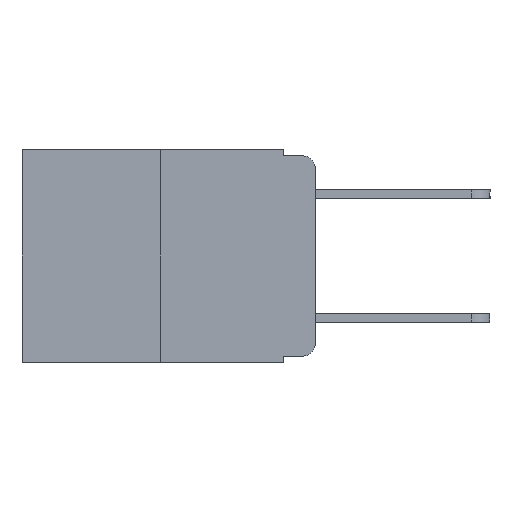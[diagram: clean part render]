
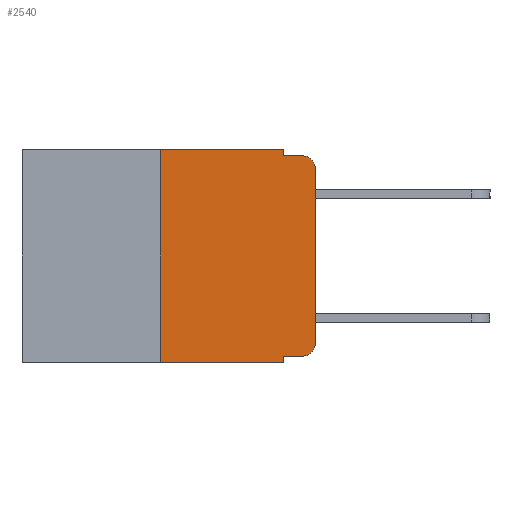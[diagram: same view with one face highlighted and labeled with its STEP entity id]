
A CAD part, left-side view. The second image highlights one B-rep face of the part: STEP entity #2540.
In plain terms, the highlighted planar face has unit normal (-1, 0, 0).
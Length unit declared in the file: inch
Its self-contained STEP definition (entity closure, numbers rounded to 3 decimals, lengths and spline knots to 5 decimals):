
#120 = DIRECTION ( 'NONE',  ( 0., 0., -1. ) ) ;
#457 = CARTESIAN_POINT ( 'NONE',  ( 0., 0., -0.03 ) ) ;
#752 = VERTEX_POINT ( 'NONE', #2787 ) ;
#903 = ORIENTED_EDGE ( 'NONE', *, *, #9258, .T. ) ;
#1087 = VECTOR ( 'NONE', #8345, 39.37008 ) ;
#1177 = AXIS2_PLACEMENT_3D ( 'NONE', #2760, #10484, #3931 ) ;
#1193 = DIRECTION ( 'NONE',  ( 0., 0., -1. ) ) ;
#1296 = ORIENTED_EDGE ( 'NONE', *, *, #9108, .T. ) ;
#1638 = ORIENTED_EDGE ( 'NONE', *, *, #8543, .T. ) ;
#1787 = VERTEX_POINT ( 'NONE', #11405 ) ;
#1833 = ORIENTED_EDGE ( 'NONE', *, *, #9317, .F. ) ;
#2002 = ORIENTED_EDGE ( 'NONE', *, *, #11184, .F. ) ;
#2181 = LINE ( 'NONE', #8573, #8295 ) ;
#2197 = ORIENTED_EDGE ( 'NONE', *, *, #9320, .F. ) ;
#2236 = ORIENTED_EDGE ( 'NONE', *, *, #9362, .F. ) ;
#2412 = ORIENTED_EDGE ( 'NONE', *, *, #9278, .F. ) ;
#2540 = ADVANCED_FACE ( 'NONE', ( #7338 ), #8252, .F. ) ;
#2570 = VECTOR ( 'NONE', #10528, 39.37008 ) ;
#2760 = CARTESIAN_POINT ( 'NONE',  ( 0., 0.02, -0.03 ) ) ;
#2787 = CARTESIAN_POINT ( 'NONE',  ( 0., 0.051, -0.333 ) ) ;
#3604 = VERTEX_POINT ( 'NONE', #5864 ) ;
#3615 = LINE ( 'NONE', #7312, #11589 ) ;
#3674 = LINE ( 'NONE', #6170, #6395 ) ;
#3679 = CARTESIAN_POINT ( 'NONE',  ( 0., 0., 0. ) ) ;
#3931 = DIRECTION ( 'NONE',  ( 0., 0., -1. ) ) ;
#4292 = DIRECTION ( 'NONE',  ( 0., -1., 0. ) ) ;
#4553 = CARTESIAN_POINT ( 'NONE',  ( 0., 0.02, -0.01 ) ) ;
#5014 = CARTESIAN_POINT ( 'NONE',  ( 0., 0.051, -0.333 ) ) ;
#5070 = DIRECTION ( 'NONE',  ( 0., -1., 0. ) ) ;
#5162 = CARTESIAN_POINT ( 'NONE',  ( 0., 0.051, 0. ) ) ;
#5238 = ORIENTED_EDGE ( 'NONE', *, *, #9141, .T. ) ;
#5538 = VERTEX_POINT ( 'NONE', #13572 ) ;
#5716 = LINE ( 'NONE', #6217, #2570 ) ;
#5732 = CARTESIAN_POINT ( 'NONE',  ( 0., 0.051, 0. ) ) ;
#5864 = CARTESIAN_POINT ( 'NONE',  ( 0., 0.02, -0.333 ) ) ;
#6053 = LINE ( 'NONE', #5162, #11322 ) ;
#6170 = CARTESIAN_POINT ( 'NONE',  ( 0., 0.051, -0.01 ) ) ;
#6217 = CARTESIAN_POINT ( 'NONE',  ( 0., 0.25, 0. ) ) ;
#6260 = DIRECTION ( 'NONE',  ( 0., 0., -1. ) ) ;
#6395 = VECTOR ( 'NONE', #7309, 39.37008 ) ;
#6812 = ORIENTED_EDGE ( 'NONE', *, *, #9300, .T. ) ;
#7115 = DIRECTION ( 'NONE',  ( -1., 0., 0. ) ) ;
#7163 = CARTESIAN_POINT ( 'NONE',  ( 0., 0.473, 0. ) ) ;
#7309 = DIRECTION ( 'NONE',  ( 0., -1., 0. ) ) ;
#7312 = CARTESIAN_POINT ( 'NONE',  ( 0., 0.473, 0. ) ) ;
#7320 = VERTEX_POINT ( 'NONE', #5732 ) ;
#7338 = FACE_OUTER_BOUND ( 'NONE', #7458, .T. ) ;
#7458 = EDGE_LOOP ( 'NONE', ( #5238, #6812, #2412, #2236, #2002, #2197, #1638, #1833, #903, #1296 ) ) ;
#8048 = VECTOR ( 'NONE', #4292, 39.37008 ) ;
#8252 = PLANE ( 'NONE',  #9812 ) ;
#8295 = VECTOR ( 'NONE', #120, 39.37008 ) ;
#8345 = DIRECTION ( 'NONE',  ( 0., -1., 0. ) ) ;
#8480 = CARTESIAN_POINT ( 'NONE',  ( 0., 0.25, 0. ) ) ;
#8543 = EDGE_CURVE ( 'NONE', #5538, #10018, #8724, .T. ) ;
#8553 = AXIS2_PLACEMENT_3D ( 'NONE', #13204, #7115, #14136 ) ;
#8573 = CARTESIAN_POINT ( 'NONE',  ( 0., 0.051, 0. ) ) ;
#8724 = LINE ( 'NONE', #10855, #8048 ) ;
#8996 = VERTEX_POINT ( 'NONE', #4553 ) ;
#9108 = EDGE_CURVE ( 'NONE', #3604, #10940, #13162, .T. ) ;
#9141 = EDGE_CURVE ( 'NONE', #10940, #11526, #10542, .T. ) ;
#9258 = EDGE_CURVE ( 'NONE', #752, #3604, #12271, .T. ) ;
#9278 = EDGE_CURVE ( 'NONE', #1787, #8996, #3674, .T. ) ;
#9298 = CIRCLE ( 'NONE', #1177, 0.02 ) ;
#9300 = EDGE_CURVE ( 'NONE', #11526, #8996, #9298, .T. ) ;
#9317 = EDGE_CURVE ( 'NONE', #752, #10018, #6053, .T. ) ;
#9319 = VERTEX_POINT ( 'NONE', #8480 ) ;
#9320 = EDGE_CURVE ( 'NONE', #5538, #9319, #5716, .T. ) ;
#9362 = EDGE_CURVE ( 'NONE', #7320, #1787, #2181, .T. ) ;
#9401 = CARTESIAN_POINT ( 'NONE',  ( 0., 0.051, -0.343 ) ) ;
#9812 = AXIS2_PLACEMENT_3D ( 'NONE', #7163, #10268, #1193 ) ;
#9902 = CARTESIAN_POINT ( 'NONE',  ( 0., 0., -0.313 ) ) ;
#10018 = VERTEX_POINT ( 'NONE', #9401 ) ;
#10267 = DIRECTION ( 'NONE',  ( 0., 0., 1. ) ) ;
#10268 = DIRECTION ( 'NONE',  ( 1., 0., 0. ) ) ;
#10484 = DIRECTION ( 'NONE',  ( -1., 0., 0. ) ) ;
#10528 = DIRECTION ( 'NONE',  ( 0., 0., 1. ) ) ;
#10542 = LINE ( 'NONE', #3679, #10853 ) ;
#10853 = VECTOR ( 'NONE', #10267, 39.37008 ) ;
#10855 = CARTESIAN_POINT ( 'NONE',  ( 0., 0.473, -0.343 ) ) ;
#10940 = VERTEX_POINT ( 'NONE', #9902 ) ;
#11184 = EDGE_CURVE ( 'NONE', #9319, #7320, #3615, .T. ) ;
#11322 = VECTOR ( 'NONE', #6260, 39.37008 ) ;
#11405 = CARTESIAN_POINT ( 'NONE',  ( 0., 0.051, -0.01 ) ) ;
#11526 = VERTEX_POINT ( 'NONE', #457 ) ;
#11589 = VECTOR ( 'NONE', #5070, 39.37008 ) ;
#12271 = LINE ( 'NONE', #5014, #1087 ) ;
#13162 = CIRCLE ( 'NONE', #8553, 0.02 ) ;
#13204 = CARTESIAN_POINT ( 'NONE',  ( 0., 0.02, -0.313 ) ) ;
#13572 = CARTESIAN_POINT ( 'NONE',  ( 0., 0.25, -0.343 ) ) ;
#14136 = DIRECTION ( 'NONE',  ( 0., 0., -1. ) ) ;
